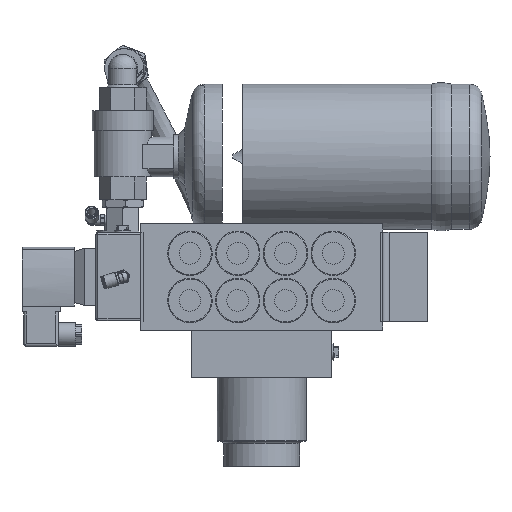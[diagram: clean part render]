
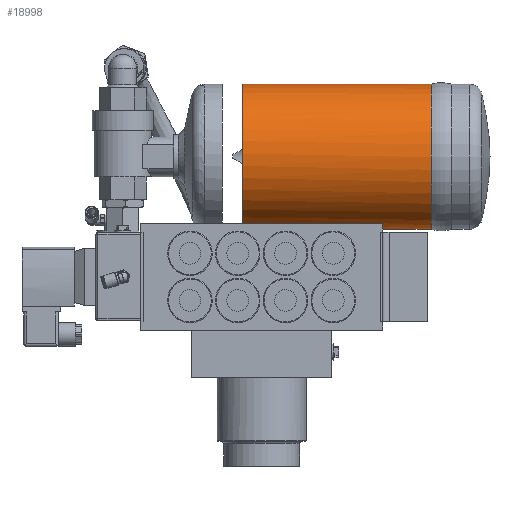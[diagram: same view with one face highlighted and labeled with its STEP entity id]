
A CAD part, front view. The second image highlights one B-rep face of the part: STEP entity #18998.
In plain terms, the highlighted cylindrical face has radius 57 mm (diameter 114 mm), a full revolution.
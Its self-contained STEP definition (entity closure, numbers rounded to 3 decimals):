
#757=LINE('',#33909,#2581);
#758=LINE('',#33915,#2582);
#759=LINE('',#33918,#2583);
#2581=VECTOR('',#22752,10.);
#2582=VECTOR('',#22757,10.);
#2583=VECTOR('',#22760,57.);
#4365=CYLINDRICAL_SURFACE('',#20407,57.);
#4720=FACE_OUTER_BOUND('',#5936,.T.);
#5936=EDGE_LOOP('',(#13067,#13068,#13069,#13070,#13071,#13072,#13073,#13074,
#13075,#13076));
#7263=CIRCLE('',#20408,57.);
#7264=CIRCLE('',#20409,57.);
#7265=CIRCLE('',#20410,57.);
#7266=CIRCLE('',#20411,57.);
#7267=CIRCLE('',#20412,57.);
#7268=CIRCLE('',#20413,57.);
#8018=VERTEX_POINT('',#33905);
#8019=VERTEX_POINT('',#33906);
#8020=VERTEX_POINT('',#33908);
#8021=VERTEX_POINT('',#33910);
#8022=VERTEX_POINT('',#33912);
#8023=VERTEX_POINT('',#33914);
#8024=VERTEX_POINT('',#33917);
#8025=VERTEX_POINT('',#33919);
#9958=EDGE_CURVE('',#8018,#8019,#7263,.T.);
#9959=EDGE_CURVE('',#8020,#8018,#757,.T.);
#9960=EDGE_CURVE('',#8021,#8020,#7264,.T.);
#9961=EDGE_CURVE('',#8022,#8021,#7265,.T.);
#9962=EDGE_CURVE('',#8023,#8022,#758,.T.);
#9963=EDGE_CURVE('',#8019,#8023,#7266,.T.);
#9964=EDGE_CURVE('',#8019,#8024,#759,.T.);
#9965=EDGE_CURVE('',#8024,#8025,#7267,.T.);
#9966=EDGE_CURVE('',#8025,#8024,#7268,.T.);
#13067=ORIENTED_EDGE('',*,*,#9958,.F.);
#13068=ORIENTED_EDGE('',*,*,#9959,.F.);
#13069=ORIENTED_EDGE('',*,*,#9960,.F.);
#13070=ORIENTED_EDGE('',*,*,#9961,.F.);
#13071=ORIENTED_EDGE('',*,*,#9962,.F.);
#13072=ORIENTED_EDGE('',*,*,#9963,.F.);
#13073=ORIENTED_EDGE('',*,*,#9964,.T.);
#13074=ORIENTED_EDGE('',*,*,#9965,.T.);
#13075=ORIENTED_EDGE('',*,*,#9966,.T.);
#13076=ORIENTED_EDGE('',*,*,#9964,.F.);
#18998=ADVANCED_FACE('',(#4720),#4365,.T.);
#20407=AXIS2_PLACEMENT_3D('',#33904,#22748,#22749);
#20408=AXIS2_PLACEMENT_3D('',#33907,#22750,#22751);
#20409=AXIS2_PLACEMENT_3D('',#33911,#22753,#22754);
#20410=AXIS2_PLACEMENT_3D('',#33913,#22755,#22756);
#20411=AXIS2_PLACEMENT_3D('',#33916,#22758,#22759);
#20412=AXIS2_PLACEMENT_3D('',#33920,#22761,#22762);
#20413=AXIS2_PLACEMENT_3D('',#33921,#22763,#22764);
#22748=DIRECTION('center_axis',(-1.,0.,0.));
#22749=DIRECTION('ref_axis',(0.,-0.004,
1.));
#22750=DIRECTION('center_axis',(-1.,0.,0.));
#22751=DIRECTION('ref_axis',(0.,-0.004,1.));
#22752=DIRECTION('',(1.,0.,0.));
#22753=DIRECTION('center_axis',(-1.,0.,0.));
#22754=DIRECTION('ref_axis',(0.,-0.004,
1.));
#22755=DIRECTION('center_axis',(-1.,0.,0.));
#22756=DIRECTION('ref_axis',(0.,-0.004,
1.));
#22757=DIRECTION('',(-1.,0.,0.));
#22758=DIRECTION('center_axis',(-1.,0.,0.));
#22759=DIRECTION('ref_axis',(0.,-0.004,1.));
#22760=DIRECTION('',(1.,0.,0.));
#22761=DIRECTION('center_axis',(-1.,0.,0.));
#22762=DIRECTION('ref_axis',(0.,-0.004,
1.));
#22763=DIRECTION('center_axis',(-1.,0.,0.));
#22764=DIRECTION('ref_axis',(0.,-0.004,
1.));
#33904=CARTESIAN_POINT('Origin',(85.151,163.5,94.25));
#33905=CARTESIAN_POINT('',(93.5,186.28,42.));
#33906=CARTESIAN_POINT('',(93.5,163.755,37.251));
#33907=CARTESIAN_POINT('Origin',(93.5,163.5,94.25));
#33908=CARTESIAN_POINT('',(-16.198,186.28,42.));
#33909=CARTESIAN_POINT('',(85.151,186.28,42.));
#33910=CARTESIAN_POINT('',(-16.198,220.499,94.506));
#33911=CARTESIAN_POINT('Origin',(-16.198,163.5,94.25));
#33912=CARTESIAN_POINT('',(-16.198,140.719,42.));
#33913=CARTESIAN_POINT('Origin',(-16.198,163.5,94.25));
#33914=CARTESIAN_POINT('',(93.5,140.719,42.));
#33915=CARTESIAN_POINT('',(85.151,140.719,42.));
#33916=CARTESIAN_POINT('Origin',(93.5,163.5,94.25));
#33917=CARTESIAN_POINT('',(131.5,163.755,37.251));
#33918=CARTESIAN_POINT('',(85.151,163.755,37.251));
#33919=CARTESIAN_POINT('',(131.5,220.499,94.506));
#33920=CARTESIAN_POINT('Origin',(131.5,163.5,94.25));
#33921=CARTESIAN_POINT('Origin',(131.5,163.5,94.25));
